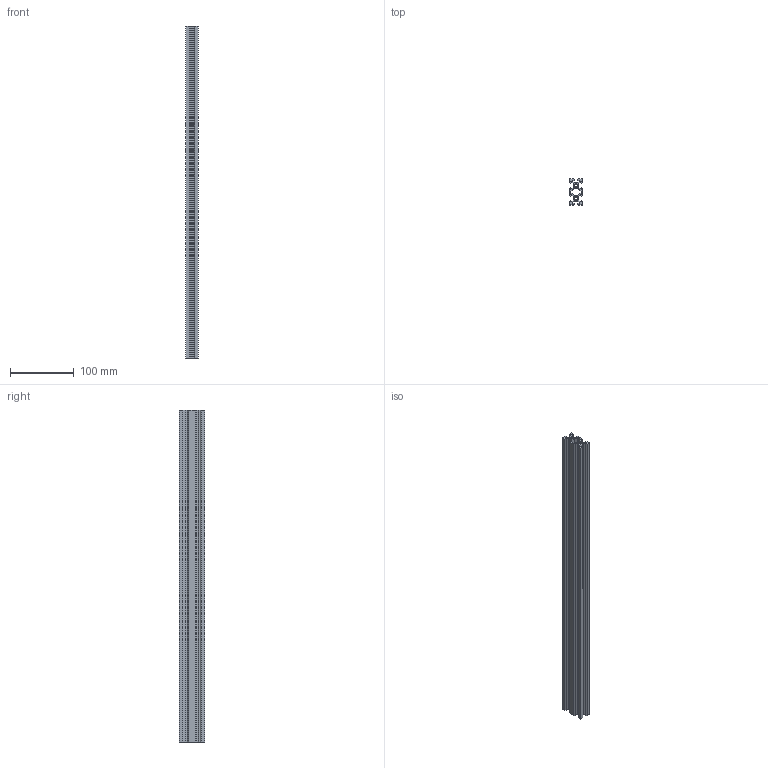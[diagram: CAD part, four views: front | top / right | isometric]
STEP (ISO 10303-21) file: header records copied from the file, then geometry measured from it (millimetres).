
FILE_DESCRIPTION(/* description */ (''),/* implementation_level */ '2;1');
FILE_NAME(/* name */ '3-520mm 2040 v2.step',/* time_stamp */ '2019-09-14T12:58:12-04:00',/* author */ (''),/* organization */ (''),/* preprocessor_version */ 'ST-DEVELOPER v18',/* originating_system */ 'Autodesk Translation Framework v8.6.0.1094',/* authorisation */ '');
FILE_SCHEMA (('AUTOMOTIVE_DESIGN { 1 0 10303 214 3 1 1 }'));
Length unit declared in the file: millimetre
Products named in the file (1): 3-520mm 2040
Bounding box: 20 x 40 x 520 mm (x, y, z)
Volume: 155933.6 mm3; surface area: 156673.3 mm2
Topology: 1 solids, 1 shells, 486 faces, 1338 edges, 858 vertices
Faces by surface type: cylinder 366, plane 112, bspline 8
Full cylindrical faces by diameter (mm): 4.2 x2, 4.234 x172, 5.12 x176
Entity records: 32237 total; most frequent: CARTESIAN_POINT 21135, ORIENTED_EDGE 2676, DIRECTION 1702, EDGE_CURVE 1338, VERTEX_POINT 858, LINE 676, VECTOR 676, B_SPLINE_CURVE_WITH_KNOTS 628
